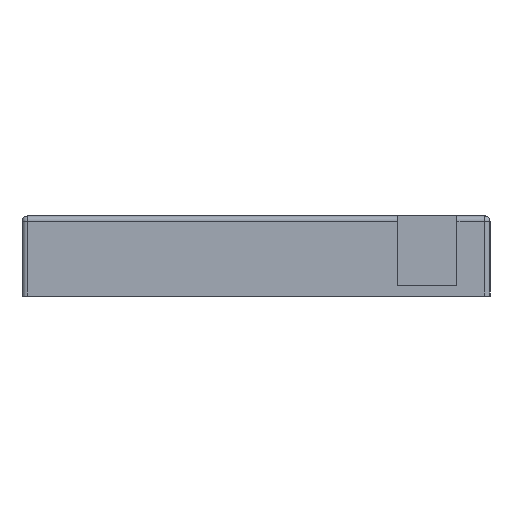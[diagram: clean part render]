
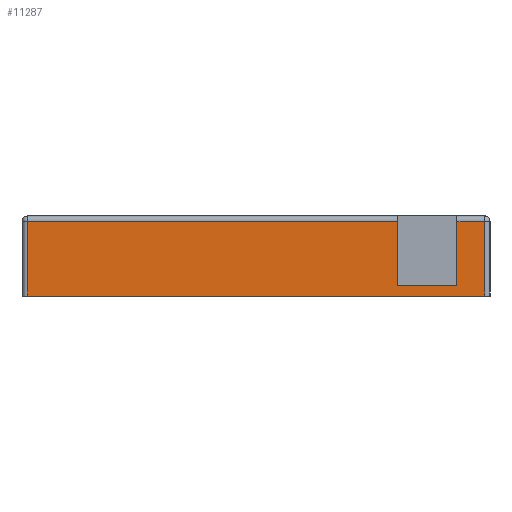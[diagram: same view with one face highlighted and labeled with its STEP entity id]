
A CAD part, left-side view. The second image highlights one B-rep face of the part: STEP entity #11287.
In plain terms, the highlighted planar face has unit normal (-1, 0, 0).
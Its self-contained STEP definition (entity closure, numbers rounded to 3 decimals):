
#469=PLANE('',#11668);
#1047=FACE_OUTER_BOUND('',#1692,.T.);
#1692=EDGE_LOOP('',(#10316,#10317,#10318,#10319,#10320,#10321,#10322,#10323));
#2836=LINE('',#21127,#3993);
#2839=LINE('',#21152,#3996);
#2842=LINE('',#21159,#3999);
#2851=LINE('',#21186,#4008);
#2855=LINE('',#21193,#4012);
#2860=LINE('',#21202,#4017);
#2861=LINE('',#21205,#4018);
#2869=LINE('',#21219,#4026);
#3993=VECTOR('',#13451,10.);
#3996=VECTOR('',#13478,10.);
#3999=VECTOR('',#13485,10.);
#4008=VECTOR('',#13516,10.);
#4012=VECTOR('',#13526,10.);
#4017=VECTOR('',#13533,10.);
#4018=VECTOR('',#13536,10.);
#4026=VECTOR('',#13548,10.);
#5545=VERTEX_POINT('',#21116);
#5548=VERTEX_POINT('',#21123);
#5557=VERTEX_POINT('',#21145);
#5559=VERTEX_POINT('',#21150);
#5560=VERTEX_POINT('',#21155);
#5568=VERTEX_POINT('',#21184);
#5571=VERTEX_POINT('',#21200);
#5572=VERTEX_POINT('',#21204);
#7160=EDGE_CURVE('',#5545,#5548,#2836,.T.);
#7171=EDGE_CURVE('',#5559,#5557,#2839,.T.);
#7175=EDGE_CURVE('',#5557,#5560,#2842,.T.);
#7189=EDGE_CURVE('',#5568,#5545,#2851,.T.);
#7193=EDGE_CURVE('',#5548,#5559,#2855,.T.);
#7198=EDGE_CURVE('',#5568,#5571,#2860,.T.);
#7199=EDGE_CURVE('',#5571,#5572,#2861,.T.);
#7207=EDGE_CURVE('',#5572,#5560,#2869,.T.);
#10316=ORIENTED_EDGE('',*,*,#7171,.F.);
#10317=ORIENTED_EDGE('',*,*,#7193,.F.);
#10318=ORIENTED_EDGE('',*,*,#7160,.F.);
#10319=ORIENTED_EDGE('',*,*,#7189,.F.);
#10320=ORIENTED_EDGE('',*,*,#7198,.T.);
#10321=ORIENTED_EDGE('',*,*,#7199,.T.);
#10322=ORIENTED_EDGE('',*,*,#7207,.T.);
#10323=ORIENTED_EDGE('',*,*,#7175,.F.);
#11287=ADVANCED_FACE('',(#1047),#469,.T.);
#11668=AXIS2_PLACEMENT_3D('',#21227,#13555,#13556);
#13451=DIRECTION('',(0.,0.,-1.));
#13478=DIRECTION('',(0.,0.,1.));
#13485=DIRECTION('',(0.,-1.,0.));
#13516=DIRECTION('',(0.,-1.,0.));
#13526=DIRECTION('',(0.,1.,0.));
#13533=DIRECTION('',(0.,0.,-1.));
#13536=DIRECTION('',(0.,1.,0.));
#13548=DIRECTION('',(0.,0.,1.));
#13555=DIRECTION('center_axis',(-1.,0.,0.));
#13556=DIRECTION('ref_axis',(0.,-1.,0.));
#21116=CARTESIAN_POINT('',(-224.524,-45.464,19.5));
#21123=CARTESIAN_POINT('',(-224.524,-45.464,-2.));
#21127=CARTESIAN_POINT('',(-224.524,-45.464,0.));
#21145=CARTESIAN_POINT('',(-224.524,85.946,19.5));
#21150=CARTESIAN_POINT('',(-224.524,85.946,-2.));
#21152=CARTESIAN_POINT('',(-224.524,85.946,0.));
#21155=CARTESIAN_POINT('',(-224.524,-20.464,19.5));
#21159=CARTESIAN_POINT('',(-224.524,53.843,19.5));
#21184=CARTESIAN_POINT('',(-224.524,-37.464,19.5));
#21186=CARTESIAN_POINT('',(-224.524,53.843,19.5));
#21193=CARTESIAN_POINT('',(-224.524,-46.964,-2.));
#21200=CARTESIAN_POINT('',(-224.524,-37.464,1.));
#21202=CARTESIAN_POINT('',(-224.524,-37.464,10.5));
#21204=CARTESIAN_POINT('',(-224.524,-20.464,1.));
#21205=CARTESIAN_POINT('',(-224.524,29.241,1.));
#21219=CARTESIAN_POINT('',(-224.524,-20.464,10.5));
#21227=CARTESIAN_POINT('Origin',(-224.524,87.446,0.));
